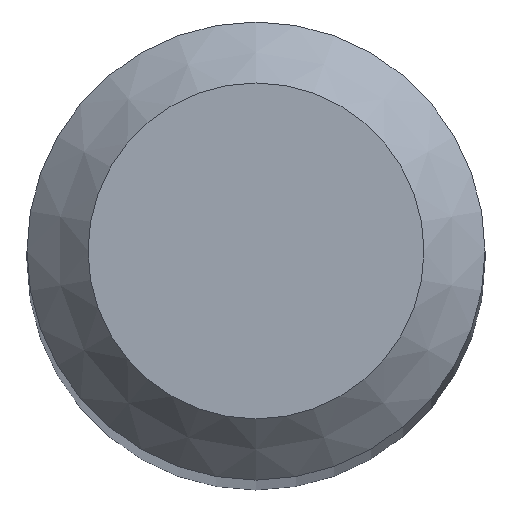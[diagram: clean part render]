
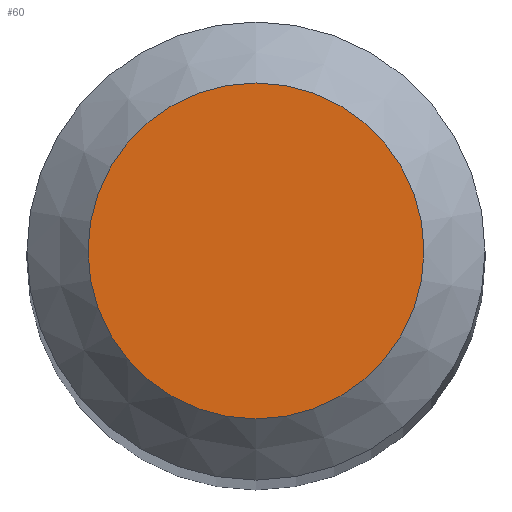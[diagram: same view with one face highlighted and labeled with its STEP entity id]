
A CAD part, top view. The second image highlights one B-rep face of the part: STEP entity #60.
In plain terms, the highlighted planar face has unit normal (0, 0, 1).
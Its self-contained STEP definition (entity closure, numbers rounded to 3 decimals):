
#48 = CARTESIAN_POINT ( 'NONE',  ( 0., 0., 30. ) ) ;
#54 = FACE_OUTER_BOUND ( 'NONE', #187, .T. ) ;
#55 = DIRECTION ( 'NONE',  ( 0., 1., 0. ) ) ;
#60 = ADVANCED_FACE ( 'NONE', ( #54 ), #207, .F. ) ;
#69 = VERTEX_POINT ( 'NONE', #214 ) ;
#93 = DIRECTION ( 'NONE',  ( 0., 0., -1. ) ) ;
#101 = EDGE_CURVE ( 'NONE', #69, #69, #194, .T. ) ;
#116 = DIRECTION ( 'NONE',  ( 0., 1., 0. ) ) ;
#122 = AXIS2_PLACEMENT_3D ( 'NONE', #48, #93, #116 ) ;
#150 = AXIS2_PLACEMENT_3D ( 'NONE', #222, #206, #55 ) ;
#156 = ORIENTED_EDGE ( 'NONE', *, *, #101, .F. ) ;
#187 = EDGE_LOOP ( 'NONE', ( #156 ) ) ;
#194 = CIRCLE ( 'NONE', #122, 0.55 ) ;
#206 = DIRECTION ( 'NONE',  ( 0., 0., -1. ) ) ;
#207 = PLANE ( 'NONE',  #150 ) ;
#214 = CARTESIAN_POINT ( 'NONE',  ( 0., 0.55, 30. ) ) ;
#222 = CARTESIAN_POINT ( 'NONE',  ( 0., 0., 30. ) ) ;
